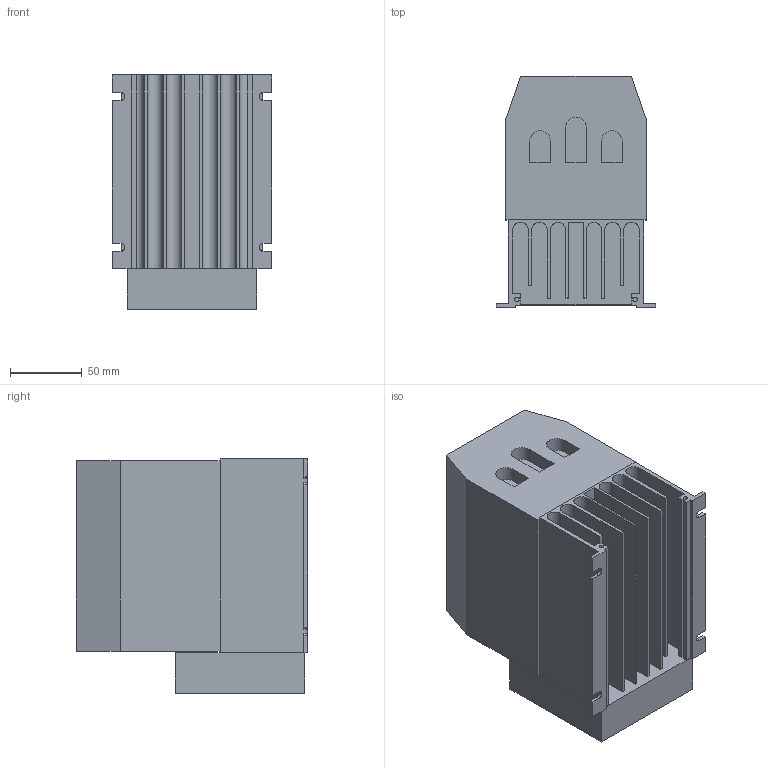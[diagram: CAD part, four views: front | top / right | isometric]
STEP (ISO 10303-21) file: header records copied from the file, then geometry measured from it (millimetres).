
FILE_DESCRIPTION (( 'STEP AP214' ), '1' );
FILE_NAME ('44SCR-LA.STEP', '2025-04-14T03:24:33', ( '' ), ( 'Microsoft' ), 'SwSTEP 2.0', 'SolidWorks 2014', '' );
FILE_SCHEMA (( 'AUTOMOTIVE_DESIGN' ));
Length unit declared in the file: millimetre
Products named in the file (1): 44SCR-LA
Bounding box: 111 x 161 x 163 mm (x, y, z)
Volume: 1641652.7 mm3; surface area: 220551.5 mm2
Topology: 1 solids, 1 shells, 127 faces, 349 edges, 230 vertices
Faces by surface type: plane 104, cylinder 23
Entity records: 4019 total; most frequent: CARTESIAN_POINT 707, ORIENTED_EDGE 698, DIRECTION 651, EDGE_CURVE 349, VECTOR 303, LINE 303, VERTEX_POINT 230, AXIS2_PLACEMENT_3D 174
